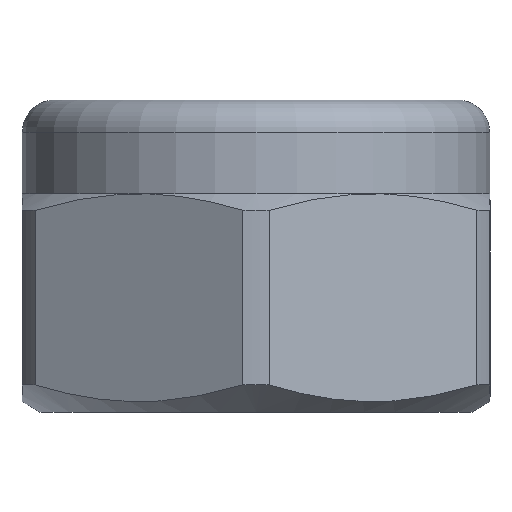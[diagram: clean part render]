
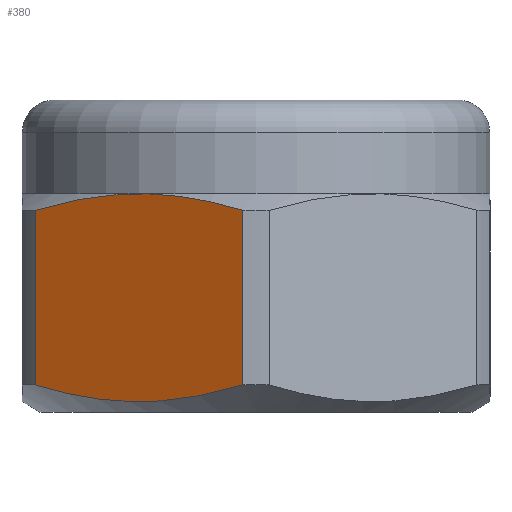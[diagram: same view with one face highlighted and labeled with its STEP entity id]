
A CAD part, left-side view. The second image highlights one B-rep face of the part: STEP entity #380.
In plain terms, the highlighted planar face has unit normal (-0.866, 0.5, 0).
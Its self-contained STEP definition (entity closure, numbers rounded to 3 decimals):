
#164 = VERTEX_POINT('',#165);
#165 = CARTESIAN_POINT('',(-16.828,0.852,1.732
    ));
#172 = EDGE_CURVE('',#173,#164,#175,.T.);
#173 = VERTEX_POINT('',#174);
#174 = CARTESIAN_POINT('',(-9.152,14.148,
    1.732));
#175 = HYPERBOLA('',#176,8.66,15.);
#176 = AXIS2_PLACEMENT_3D('',#177,#178,#179);
#177 = CARTESIAN_POINT('',(-12.99,7.5,-7.996));
#178 = DIRECTION('',(0.866,-0.5,0.));
#179 = DIRECTION('',(0.,0.,1.));
#361 = EDGE_CURVE('',#173,#362,#364,.T.);
#362 = VERTEX_POINT('',#363);
#363 = CARTESIAN_POINT('',(-9.152,14.148,
    12.932));
#364 = LINE('',#365,#366);
#365 = CARTESIAN_POINT('',(-9.152,14.148,
    1.732));
#366 = VECTOR('',#367,1.);
#367 = DIRECTION('',(0.,0.,1.));
#380 = ADVANCED_FACE('',(#381),#400,.F.);
#381 = FACE_BOUND('',#382,.F.);
#382 = EDGE_LOOP('',(#383,#384,#385,#394));
#383 = ORIENTED_EDGE('',*,*,#172,.F.);
#384 = ORIENTED_EDGE('',*,*,#361,.T.);
#385 = ORIENTED_EDGE('',*,*,#386,.F.);
#386 = EDGE_CURVE('',#387,#362,#389,.T.);
#387 = VERTEX_POINT('',#388);
#388 = CARTESIAN_POINT('',(-16.828,0.852,
    12.932));
#389 = HYPERBOLA('',#390,8.591,15.);
#390 = AXIS2_PLACEMENT_3D('',#391,#392,#393);
#391 = CARTESIAN_POINT('',(-12.99,7.5,22.582));
#392 = DIRECTION('',(0.866,-0.5,0.));
#393 = DIRECTION('',(0.,-0.,-1.));
#394 = ORIENTED_EDGE('',*,*,#395,.F.);
#395 = EDGE_CURVE('',#164,#387,#396,.T.);
#396 = LINE('',#397,#398);
#397 = CARTESIAN_POINT('',(-16.828,0.852,1.732
    ));
#398 = VECTOR('',#399,1.);
#399 = DIRECTION('',(0.,0.,1.));
#400 = PLANE('',#401);
#401 = AXIS2_PLACEMENT_3D('',#402,#403,#404);
#402 = CARTESIAN_POINT('',(-8.66,15.,0.));
#403 = DIRECTION('',(0.866,-0.5,0.));
#404 = DIRECTION('',(-0.5,-0.866,0.));
